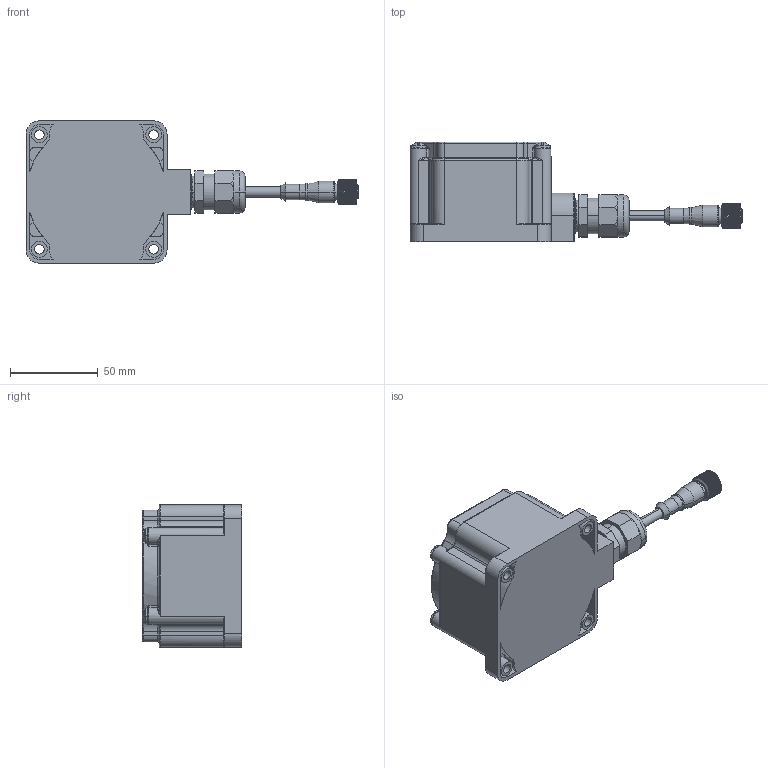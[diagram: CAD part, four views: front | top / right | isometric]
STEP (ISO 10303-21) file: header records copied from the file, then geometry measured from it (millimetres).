
FILE_DESCRIPTION((''),'2;1');
FILE_NAME('147030_SM01_ASM','2025-07-25T13:23:54',('banengservice'),('BANNER ENGINEERING'),'CREO PARAMETRIC BY PTC INC, 2022414','CREO PARAMETRIC BY PTC INC, 2022414','');
FILE_SCHEMA(('CONFIG_CONTROL_DESIGN'));
Products named in the file (4): 147030_EP01; 147030_EP03; 147030_EP02; 147030_SM01_ASM
Assembly tree (3 placements, depth 2):
  147030_SM01_ASM
    147030_EP01
    147030_EP03
    147030_EP02
Bounding box: 188.69 x 56.59 x 80.85 mm (x, y, z)
Volume: 340426.7 mm3; surface area: 46227.8 mm2
Topology: 3 solids, 3 shells, 4054 faces, 8806 edges, 4788 vertices
Faces by surface type: bspline 2545, cylinder 890, plane 491, torus 83, cone 29, sphere 16
Entity records: 162530 total; most frequent: CARTESIAN_POINT 96452, ORIENTED_EDGE 17612, EDGE_CURVE 8806, B_SPLINE_CURVE_WITH_KNOTS 6691, DIRECTION 6063, VERTEX_POINT 4788, EDGE_LOOP 4092, FACE_OUTER_BOUND 4054
